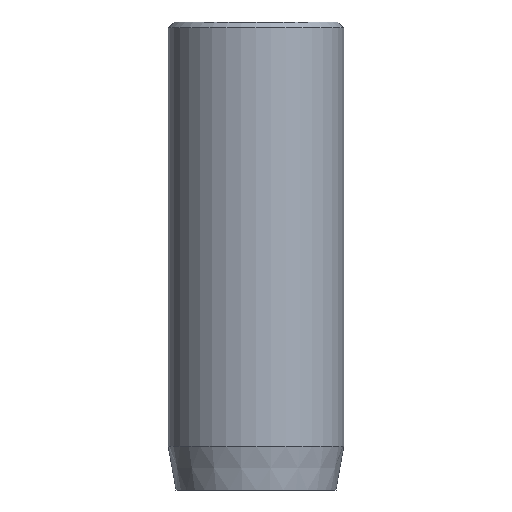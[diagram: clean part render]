
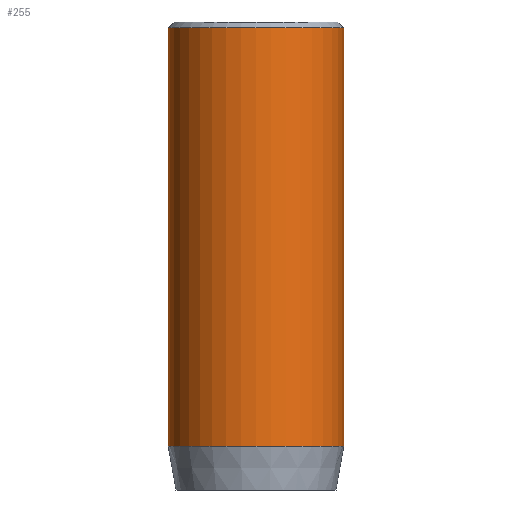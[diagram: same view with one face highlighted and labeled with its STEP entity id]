
A CAD part, front view. The second image highlights one B-rep face of the part: STEP entity #255.
In plain terms, the highlighted cylindrical face has radius 3 mm (diameter 6 mm), a partial arc.
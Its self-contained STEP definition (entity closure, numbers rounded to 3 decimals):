
#11 = ORIENTED_EDGE ( 'NONE', *, *, #406, .T. ) ;
#51 = EDGE_CURVE ( 'NONE', #706, #265, #517, .T. ) ;
#95 = LINE ( 'NONE', #811, #1030 ) ;
#106 = AXIS2_PLACEMENT_3D ( 'NONE', #997, #1144, #1142 ) ;
#133 = ORIENTED_EDGE ( 'NONE', *, *, #51, .T. ) ;
#198 = EDGE_LOOP ( 'NONE', ( #1110, #133, #613, #11 ) ) ;
#255 = ADVANCED_FACE ( 'NONE', ( #615 ), #1054, .T. ) ;
#265 = VERTEX_POINT ( 'NONE', #664 ) ;
#331 = VECTOR ( 'NONE', #1128, 1000. ) ;
#388 = CARTESIAN_POINT ( 'NONE',  ( 3., 0., 15.8 ) ) ;
#406 = EDGE_CURVE ( 'NONE', #833, #881, #972, .T. ) ;
#458 = CARTESIAN_POINT ( 'NONE',  ( 3., 0., 1.5 ) ) ;
#517 = CIRCLE ( 'NONE', #106, 3. ) ;
#537 = CARTESIAN_POINT ( 'NONE',  ( -3., 0., 1.5 ) ) ;
#538 = AXIS2_PLACEMENT_3D ( 'NONE', #698, #736, #702 ) ;
#540 = DIRECTION ( 'NONE',  ( 1., 0., 0. ) ) ;
#542 = DIRECTION ( 'NONE',  ( 0., 0., 1. ) ) ;
#547 = CARTESIAN_POINT ( 'NONE',  ( 0., 0., 1.5 ) ) ;
#572 = LINE ( 'NONE', #1040, #331 ) ;
#613 = ORIENTED_EDGE ( 'NONE', *, *, #1139, .T. ) ;
#615 = FACE_OUTER_BOUND ( 'NONE', #198, .T. ) ;
#664 = CARTESIAN_POINT ( 'NONE',  ( -3., 0., 15.8 ) ) ;
#698 = CARTESIAN_POINT ( 'NONE',  ( 0., 0., 16. ) ) ;
#702 = DIRECTION ( 'NONE',  ( -1., 0., 0. ) ) ;
#706 = VERTEX_POINT ( 'NONE', #388 ) ;
#736 = DIRECTION ( 'NONE',  ( 0., 0., -1. ) ) ;
#811 = CARTESIAN_POINT ( 'NONE',  ( 3., 0., 16. ) ) ;
#833 = VERTEX_POINT ( 'NONE', #537 ) ;
#881 = VERTEX_POINT ( 'NONE', #458 ) ;
#897 = DIRECTION ( 'NONE',  ( 0., 0., -1. ) ) ;
#907 = EDGE_CURVE ( 'NONE', #706, #881, #95, .T. ) ;
#972 = CIRCLE ( 'NONE', #1008, 3. ) ;
#997 = CARTESIAN_POINT ( 'NONE',  ( 0., 0., 15.8 ) ) ;
#1008 = AXIS2_PLACEMENT_3D ( 'NONE', #547, #542, #540 ) ;
#1030 = VECTOR ( 'NONE', #897, 1000. ) ;
#1040 = CARTESIAN_POINT ( 'NONE',  ( -3., 0., 16. ) ) ;
#1054 = CYLINDRICAL_SURFACE ( 'NONE', #538, 3. ) ;
#1110 = ORIENTED_EDGE ( 'NONE', *, *, #907, .F. ) ;
#1128 = DIRECTION ( 'NONE',  ( 0., 0., -1. ) ) ;
#1139 = EDGE_CURVE ( 'NONE', #265, #833, #572, .T. ) ;
#1142 = DIRECTION ( 'NONE',  ( 1., 0., 0. ) ) ;
#1144 = DIRECTION ( 'NONE',  ( 0., 0., -1. ) ) ;
